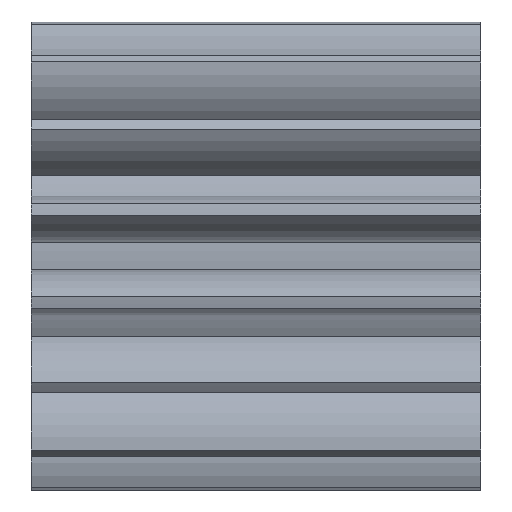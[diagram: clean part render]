
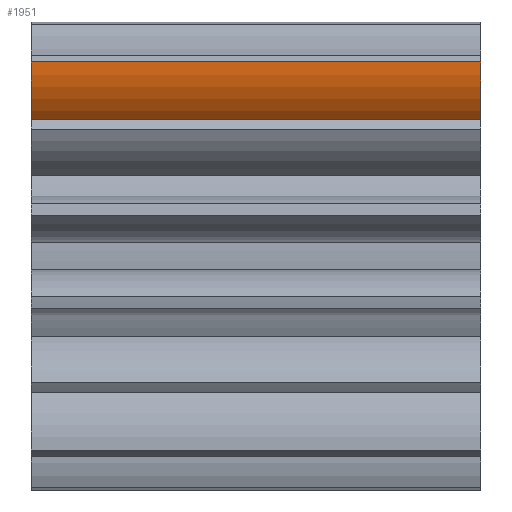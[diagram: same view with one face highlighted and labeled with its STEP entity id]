
A CAD part, front view. The second image highlights one B-rep face of the part: STEP entity #1951.
In plain terms, the highlighted cylindrical face has radius 2.24 mm (diameter 4.48 mm), a partial arc.
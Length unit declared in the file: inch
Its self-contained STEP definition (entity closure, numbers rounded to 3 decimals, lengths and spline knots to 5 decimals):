
#66 = AXIS2_PLACEMENT_3D ( 'NONE', #1659, #147, #1047 ) ;
#147 = DIRECTION ( 'NONE',  ( -1., 0., 0. ) ) ;
#221 = EDGE_CURVE ( 'NONE', #2476, #2101, #1161, .T. ) ;
#250 = LINE ( 'NONE', #847, #1264 ) ;
#440 = CARTESIAN_POINT ( 'NONE',  ( -0.43158, -0.09863, 0.26782 ) ) ;
#532 = VERTEX_POINT ( 'NONE', #900 ) ;
#539 = CARTESIAN_POINT ( 'NONE',  ( -0.82528, -0.09863, 0.26782 ) ) ;
#569 = CARTESIAN_POINT ( 'NONE',  ( -0.43158, -0.01049, 0.26494 ) ) ;
#596 = ORIENTED_EDGE ( 'NONE', *, *, #2021, .T. ) ;
#847 = CARTESIAN_POINT ( 'NONE',  ( 0.09642, -0.07653, 0.20649 ) ) ;
#900 = CARTESIAN_POINT ( 'NONE',  ( -0.43158, -0.07653, 0.20649 ) ) ;
#975 = VECTOR ( 'NONE', #1282, 39.37008 ) ;
#1006 = AXIS2_PLACEMENT_3D ( 'NONE', #1716, #1707, #2292 ) ;
#1017 = CYLINDRICAL_SURFACE ( 'NONE', #1006, 0.08819 ) ;
#1047 = DIRECTION ( 'NONE',  ( 0., 0., 1. ) ) ;
#1049 = EDGE_CURVE ( 'NONE', #1943, #2101, #1458, .T. ) ;
#1161 = LINE ( 'NONE', #539, #975 ) ;
#1264 = VECTOR ( 'NONE', #1878, 39.37008 ) ;
#1282 = DIRECTION ( 'NONE',  ( 1., 0., 0. ) ) ;
#1286 = ORIENTED_EDGE ( 'NONE', *, *, #1491, .T. ) ;
#1376 = EDGE_LOOP ( 'NONE', ( #2009, #1665, #1286, #596 ) ) ;
#1458 = CIRCLE ( 'NONE', #66, 0.08819 ) ;
#1491 = EDGE_CURVE ( 'NONE', #2476, #532, #1995, .T. ) ;
#1659 = CARTESIAN_POINT ( 'NONE',  ( 0.03842, -0.01049, 0.26494 ) ) ;
#1665 = ORIENTED_EDGE ( 'NONE', *, *, #221, .F. ) ;
#1707 = DIRECTION ( 'NONE',  ( -1., 0., 0. ) ) ;
#1716 = CARTESIAN_POINT ( 'NONE',  ( 0.09642, -0.01049, 0.26494 ) ) ;
#1735 = AXIS2_PLACEMENT_3D ( 'NONE', #569, #2561, #2221 ) ;
#1878 = DIRECTION ( 'NONE',  ( 1., 0., 0. ) ) ;
#1943 = VERTEX_POINT ( 'NONE', #2201 ) ;
#1951 = ADVANCED_FACE ( 'NONE', ( #1967 ), #1017, .T. ) ;
#1967 = FACE_OUTER_BOUND ( 'NONE', #1376, .T. ) ;
#1995 = CIRCLE ( 'NONE', #1735, 0.08819 ) ;
#2009 = ORIENTED_EDGE ( 'NONE', *, *, #1049, .T. ) ;
#2013 = CARTESIAN_POINT ( 'NONE',  ( 0.03842, -0.09863, 0.26782 ) ) ;
#2021 = EDGE_CURVE ( 'NONE', #532, #1943, #250, .T. ) ;
#2101 = VERTEX_POINT ( 'NONE', #2013 ) ;
#2201 = CARTESIAN_POINT ( 'NONE',  ( 0.03842, -0.07653, 0.20649 ) ) ;
#2221 = DIRECTION ( 'NONE',  ( 0., 0., 1. ) ) ;
#2292 = DIRECTION ( 'NONE',  ( 0., 0., 1. ) ) ;
#2476 = VERTEX_POINT ( 'NONE', #440 ) ;
#2561 = DIRECTION ( 'NONE',  ( 1., 0., 0. ) ) ;
